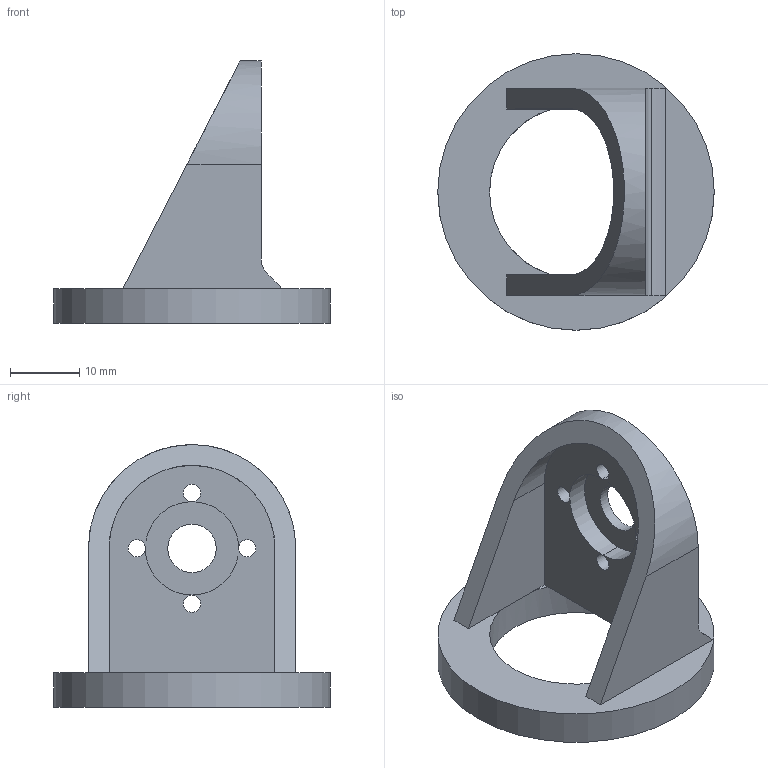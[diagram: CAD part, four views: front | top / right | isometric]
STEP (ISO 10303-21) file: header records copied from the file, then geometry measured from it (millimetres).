
FILE_DESCRIPTION(/* description */ (''),/* implementation_level */ '2;1');
FILE_NAME(/* name */ 'Component3.stp',/* time_stamp */ '2020-12-05T17:59:21+01:00',/* author */ (''),/* organization */ (''),/* preprocessor_version */ 'ST-DEVELOPER v18.1',/* originating_system */ 'Autodesk Translation Framework v9.3.0.1241',/* authorisation */ '');
FILE_SCHEMA (('AUTOMOTIVE_DESIGN { 1 0 10303 214 3 1 1 }'));
Length unit declared in the file: millimetre
Products named in the file (1): FusionComponent
Bounding box: 40 x 40 x 38 mm (x, y, z)
Volume: 8821.4 mm3; surface area: 5817.4 mm2
Topology: 1 solids, 1 shells, 30 faces, 79 edges, 47 vertices
Faces by surface type: cylinder 15, plane 15
Full cylindrical faces by diameter (mm): 2.5 x4, 7 x1, 25 x1, 40 x1
Entity records: 1013 total; most frequent: DIRECTION 183, ORIENTED_EDGE 164, CARTESIAN_POINT 160, EDGE_CURVE 82, AXIS2_PLACEMENT_3D 70, VERTEX_POINT 47, LINE 43, VECTOR 43
